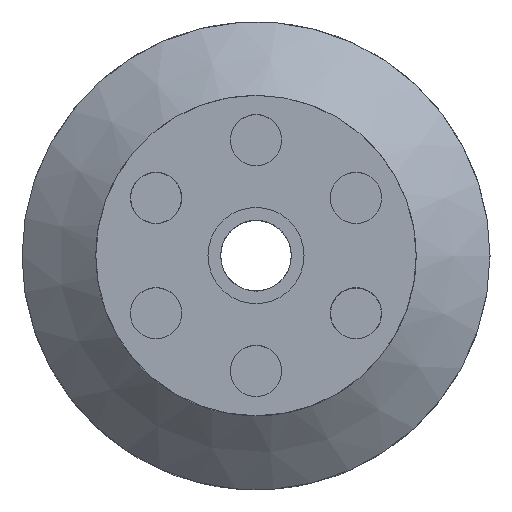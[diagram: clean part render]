
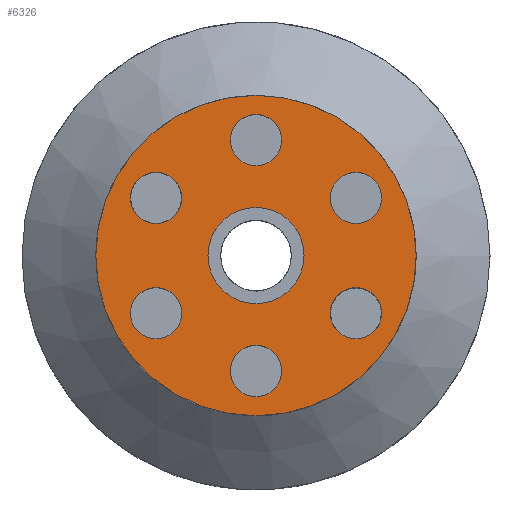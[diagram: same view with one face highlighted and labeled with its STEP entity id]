
A CAD part, top view. The second image highlights one B-rep face of the part: STEP entity #6326.
In plain terms, the highlighted planar face has unit normal (0, 0, 1).
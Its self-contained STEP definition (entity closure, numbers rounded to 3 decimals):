
#69=FACE_BOUND('',#727,.T.);
#70=FACE_BOUND('',#728,.T.);
#71=FACE_BOUND('',#729,.T.);
#72=FACE_BOUND('',#730,.T.);
#73=FACE_BOUND('',#731,.T.);
#74=FACE_BOUND('',#732,.T.);
#75=FACE_BOUND('',#733,.T.);
#244=PLANE('',#6947);
#483=FACE_OUTER_BOUND('',#726,.T.);
#726=EDGE_LOOP('',(#5813));
#727=EDGE_LOOP('',(#5814));
#728=EDGE_LOOP('',(#5815));
#729=EDGE_LOOP('',(#5816));
#730=EDGE_LOOP('',(#5817));
#731=EDGE_LOOP('',(#5818));
#732=EDGE_LOOP('',(#5819));
#733=EDGE_LOOP('',(#5820));
#2022=CIRCLE('',#6662,2.);
#2260=CIRCLE('',#6904,12.495);
#2269=CIRCLE('',#6918,3.75);
#2271=CIRCLE('',#6921,2.);
#2273=CIRCLE('',#6924,2.);
#2275=CIRCLE('',#6927,2.);
#2277=CIRCLE('',#6930,2.);
#2279=CIRCLE('',#6933,2.);
#2702=VERTEX_POINT('',#10015);
#3031=VERTEX_POINT('',#10987);
#3036=VERTEX_POINT('',#11007);
#3039=VERTEX_POINT('',#11048);
#3041=VERTEX_POINT('',#11054);
#3043=VERTEX_POINT('',#11060);
#3045=VERTEX_POINT('',#11066);
#3047=VERTEX_POINT('',#11072);
#3680=EDGE_CURVE('',#2702,#2702,#2022,.T.);
#4012=EDGE_CURVE('',#3031,#3031,#2260,.T.);
#4022=EDGE_CURVE('',#3036,#3036,#2269,.T.);
#4027=EDGE_CURVE('',#3039,#3039,#2271,.T.);
#4030=EDGE_CURVE('',#3041,#3041,#2273,.T.);
#4033=EDGE_CURVE('',#3043,#3043,#2275,.T.);
#4036=EDGE_CURVE('',#3045,#3045,#2277,.T.);
#4039=EDGE_CURVE('',#3047,#3047,#2279,.T.);
#5813=ORIENTED_EDGE('',*,*,#4012,.T.);
#5814=ORIENTED_EDGE('',*,*,#4027,.T.);
#5815=ORIENTED_EDGE('',*,*,#3680,.T.);
#5816=ORIENTED_EDGE('',*,*,#4022,.T.);
#5817=ORIENTED_EDGE('',*,*,#4030,.T.);
#5818=ORIENTED_EDGE('',*,*,#4039,.T.);
#5819=ORIENTED_EDGE('',*,*,#4033,.T.);
#5820=ORIENTED_EDGE('',*,*,#4036,.T.);
#6326=ADVANCED_FACE('',(#483,#69,#70,#71,#72,#73,#74,#75),#244,.T.);
#6662=AXIS2_PLACEMENT_3D('',#10017,#8112,#8113);
#6904=AXIS2_PLACEMENT_3D('',#10988,#8653,#8654);
#6918=AXIS2_PLACEMENT_3D('',#11008,#8682,#8683);
#6921=AXIS2_PLACEMENT_3D('',#11050,#8690,#8691);
#6924=AXIS2_PLACEMENT_3D('',#11056,#8697,#8698);
#6927=AXIS2_PLACEMENT_3D('',#11062,#8704,#8705);
#6930=AXIS2_PLACEMENT_3D('',#11068,#8711,#8712);
#6933=AXIS2_PLACEMENT_3D('',#11074,#8718,#8719);
#6947=AXIS2_PLACEMENT_3D('',#11092,#8748,#8749);
#8112=DIRECTION('center_axis',(0.,0.,-1.));
#8113=DIRECTION('ref_axis',(-0.001,1.,0.));
#8653=DIRECTION('center_axis',(0.,0.,1.));
#8654=DIRECTION('ref_axis',(-1.,0.,0.));
#8682=DIRECTION('center_axis',(0.,0.,-1.));
#8683=DIRECTION('ref_axis',(1.,0.,0.));
#8690=DIRECTION('center_axis',(0.,0.,-1.));
#8691=DIRECTION('ref_axis',(0.001,1.,0.));
#8697=DIRECTION('center_axis',(0.,0.,-1.));
#8698=DIRECTION('ref_axis',(-1.,0.,0.));
#8704=DIRECTION('center_axis',(0.,0.,-1.));
#8705=DIRECTION('ref_axis',(-0.001,1.,0.));
#8711=DIRECTION('center_axis',(0.,0.,-1.));
#8712=DIRECTION('ref_axis',(0.001,1.,0.));
#8718=DIRECTION('center_axis',(0.,0.,-1.));
#8719=DIRECTION('ref_axis',(-1.,0.,0.));
#8748=DIRECTION('center_axis',(0.,0.,1.));
#8749=DIRECTION('ref_axis',(1.,0.,0.));
#10015=CARTESIAN_POINT('',(12.456,22.75,19.85));
#10017=CARTESIAN_POINT('Origin',(10.456,22.75,19.85));
#10987=CARTESIAN_POINT('',(30.745,18.25,19.85));
#10988=CARTESIAN_POINT('Origin',(18.251,18.25,19.85));
#11007=CARTESIAN_POINT('',(14.5,18.25,19.85));
#11008=CARTESIAN_POINT('Origin',(18.25,18.25,19.85));
#11048=CARTESIAN_POINT('',(12.456,13.75,19.85));
#11050=CARTESIAN_POINT('Origin',(10.456,13.75,19.85));
#11054=CARTESIAN_POINT('',(20.25,9.25,19.85));
#11056=CARTESIAN_POINT('Origin',(18.25,9.25,19.85));
#11060=CARTESIAN_POINT('',(28.044,13.75,19.85));
#11062=CARTESIAN_POINT('Origin',(26.044,13.75,19.85));
#11066=CARTESIAN_POINT('',(28.044,22.75,19.85));
#11068=CARTESIAN_POINT('Origin',(26.044,22.75,19.85));
#11072=CARTESIAN_POINT('',(20.25,27.25,19.85));
#11074=CARTESIAN_POINT('Origin',(18.25,27.25,19.85));
#11092=CARTESIAN_POINT('Origin',(18.092,18.25,19.85));
